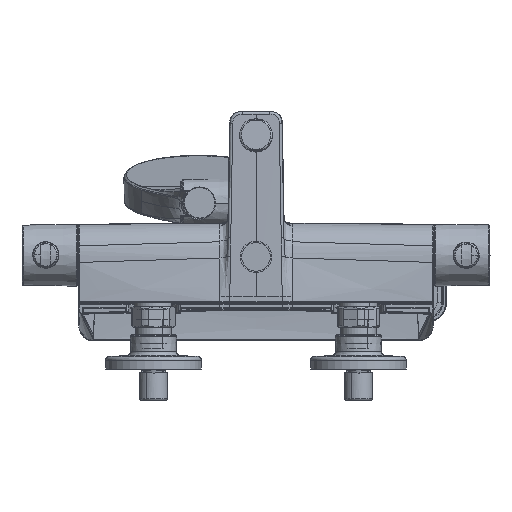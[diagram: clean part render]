
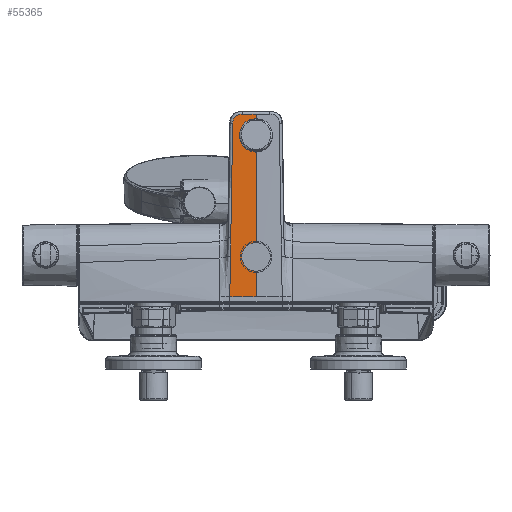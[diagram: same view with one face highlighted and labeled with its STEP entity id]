
A CAD part, front view. The second image highlights one B-rep face of the part: STEP entity #55365.
In plain terms, the highlighted cylindrical face has radius 8452.9 mm (diameter 16905.8 mm), a partial arc.
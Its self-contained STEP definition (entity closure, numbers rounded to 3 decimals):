
#2669 = CARTESIAN_POINT ( 'NONE',  ( -12.995, -531.967, 96.343 ) ) ;
#2960 = CARTESIAN_POINT ( 'NONE',  ( -12.858, -531.965, 96.454 ) ) ;
#3008 = VERTEX_POINT ( 'NONE', #85281 ) ;
#3396 = B_SPLINE_CURVE_WITH_KNOTS ( 'NONE', 3,
 ( #56263, #57449, #16793, #50683, #56556, #63912, #56849, #10324, #43612, #70701, #16494, #30369, #62742, #29183, #70107, #36549, #15905, #23275, #69822, #29478, #76600, #36238, #2960, #2669, #49799, #16200, #29784, #76892, #30066, #51539 ),
 .UNSPECIFIED., .F., .F.,
 ( 4, 2, 2, 2, 2, 1, 2, 2, 2, 2, 2, 2, 1, 2, 2, 4 ),
 ( 0., 0.062, 0.125, 0.156, 0.187, 0.219, 0.234, 0.25, 0.312, 0.375, 0.406, 0.437, 0.469, 0.484, 0.5, 1. ),
 .UNSPECIFIED. ) ;
#5011 = EDGE_CURVE ( 'NONE', #35654, #16979, #67955, .T. ) ;
#5797 = ORIENTED_EDGE ( 'NONE', *, *, #45397, .F. ) ;
#6321 = CARTESIAN_POINT ( 'NONE',  ( -16.616, -534.013, -1.647 ) ) ;
#6774 = CARTESIAN_POINT ( 'NONE',  ( -16.464, -533.825, 7.358 ) ) ;
#7298 = VERTEX_POINT ( 'NONE', #11286 ) ;
#7656 = EDGE_CURVE ( 'NONE', #3008, #7298, #3396, .T. ) ;
#9328 = CARTESIAN_POINT ( 'NONE',  ( -17.189, -534.723, -35.595 ) ) ;
#10324 = CARTESIAN_POINT ( 'NONE',  ( -9.978, -531.944, 97.66 ) ) ;
#11286 = CARTESIAN_POINT ( 'NONE',  ( -15.054, -532.078, 90.871 ) ) ;
#15273 = ORIENTED_EDGE ( 'NONE', *, *, #43340, .F. ) ;
#15905 = CARTESIAN_POINT ( 'NONE',  ( -11.756, -531.953, 97.144 ) ) ;
#16200 = CARTESIAN_POINT ( 'NONE',  ( -13.207, -531.971, 96.152 ) ) ;
#16494 = CARTESIAN_POINT ( 'NONE',  ( -10.467, -531.946, 97.569 ) ) ;
#16793 = CARTESIAN_POINT ( 'NONE',  ( -8.564, -531.944, 97.764 ) ) ;
#16979 = VERTEX_POINT ( 'NONE', #54306 ) ;
#17565 = CARTESIAN_POINT ( 'NONE',  ( -16.775, -534.21, -11.057 ) ) ;
#20283 = EDGE_CURVE ( 'NONE', #35654, #3008, #36709, .T. ) ;
#20840 = AXIS2_PLACEMENT_3D ( 'NONE', #39794, #80422, #87132 ) ;
#23275 = CARTESIAN_POINT ( 'NONE',  ( -11.966, -531.954, 97.041 ) ) ;
#24648 = EDGE_LOOP ( 'NONE', ( #79688, #29482, #48950, #15273, #5797, #86576, #53227 ) ) ;
#26882 = AXIS2_PLACEMENT_3D ( 'NONE', #33332, #73683, #34484 ) ;
#29183 = CARTESIAN_POINT ( 'NONE',  ( -10.801, -531.947, 97.485 ) ) ;
#29478 = CARTESIAN_POINT ( 'NONE',  ( -12.372, -531.959, 96.801 ) ) ;
#29482 = ORIENTED_EDGE ( 'NONE', *, *, #20283, .T. ) ;
#29784 = CARTESIAN_POINT ( 'NONE',  ( -13.25, -531.972, 96.111 ) ) ;
#30066 = CARTESIAN_POINT ( 'NONE',  ( -15.116, -532.03, 93.128 ) ) ;
#30369 = CARTESIAN_POINT ( 'NONE',  ( -10.634, -531.946, 97.529 ) ) ;
#30559 = CARTESIAN_POINT ( 'NONE',  ( -17.107, -534.625, -30.687 ) ) ;
#30855 = CARTESIAN_POINT ( 'NONE',  ( 2.179, -531.951, 97.75 ) ) ;
#33284 = FACE_OUTER_BOUND ( 'NONE', #24648, .T. ) ;
#33332 = CARTESIAN_POINT ( 'NONE',  ( 2.179, 7919.164, -75.815 ) ) ;
#34484 = DIRECTION ( 'NONE',  ( 0., -1., 0.021 ) ) ;
#35654 = VERTEX_POINT ( 'NONE', #30855 ) ;
#36238 = CARTESIAN_POINT ( 'NONE',  ( -12.67, -531.962, 96.598 ) ) ;
#36451 = CARTESIAN_POINT ( 'NONE',  ( -17.148, -534.666, -33.141 ) ) ;
#36549 = CARTESIAN_POINT ( 'NONE',  ( -11.319, -531.949, 97.325 ) ) ;
#36709 = B_SPLINE_CURVE_WITH_KNOTS ( 'NONE', 3,
 ( #53896, #46795, #60644, #53605 ),
 .UNSPECIFIED., .F., .F.,
 ( 4, 4 ),
 ( 0.491, 1. ),
 .UNSPECIFIED. ) ;
#37024 = CIRCLE ( 'NONE', #20840, 8452.897 ) ;
#37049 = VERTEX_POINT ( 'NONE', #72697 ) ;
#38202 = CARTESIAN_POINT ( 'NONE',  ( -16.982, -534.466, -23.326 ) ) ;
#39794 = CARTESIAN_POINT ( 'NONE',  ( 2.179, 7916.298, -212.618 ) ) ;
#40231 = CARTESIAN_POINT ( 'NONE',  ( 2.179, -531.879, 101.209 ) ) ;
#40958 = CARTESIAN_POINT ( 'NONE',  ( -15.524, -532.661, 63.033 ) ) ;
#41671 = EDGE_CURVE ( 'NONE', #37049, #16979, #37024, .T. ) ;
#43340 = EDGE_CURVE ( 'NONE', #76975, #7298, #68346, .T. ) ;
#43456 = VERTEX_POINT ( 'NONE', #69787 ) ;
#43612 = CARTESIAN_POINT ( 'NONE',  ( -10.086, -531.945, 97.643 ) ) ;
#45397 = EDGE_CURVE ( 'NONE', #43456, #76975, #58607, .T. ) ;
#46795 = CARTESIAN_POINT ( 'NONE',  ( -1.232, -531.951, 97.75 ) ) ;
#48950 = ORIENTED_EDGE ( 'NONE', *, *, #7656, .T. ) ;
#49799 = CARTESIAN_POINT ( 'NONE',  ( -13.123, -531.969, 96.229 ) ) ;
#50011 = EDGE_CURVE ( 'NONE', #37049, #43456, #79915, .T. ) ;
#50121 = CYLINDRICAL_SURFACE ( 'NONE', #26882, 8452.897 ) ;
#50683 = CARTESIAN_POINT ( 'NONE',  ( -9.056, -531.944, 97.753 ) ) ;
#51539 = CARTESIAN_POINT ( 'NONE',  ( -15.054, -532.078, 90.871 ) ) ;
#53227 = ORIENTED_EDGE ( 'NONE', *, *, #41671, .T. ) ;
#53605 = CARTESIAN_POINT ( 'NONE',  ( -8.055, -531.945, 97.75 ) ) ;
#53896 = CARTESIAN_POINT ( 'NONE',  ( 2.179, -531.951, 97.75 ) ) ;
#53929 = CARTESIAN_POINT ( 'NONE',  ( -15.994, -533.243, 35.196 ) ) ;
#54306 = CARTESIAN_POINT ( 'NONE',  ( 2.179, -534.744, -35.594 ) ) ;
#55365 = ADVANCED_FACE ( 'NONE', ( #33284 ), #50121, .T. ) ;
#56263 = CARTESIAN_POINT ( 'NONE',  ( -8.055, -531.945, 97.75 ) ) ;
#56556 = CARTESIAN_POINT ( 'NONE',  ( -9.297, -531.944, 97.738 ) ) ;
#56849 = CARTESIAN_POINT ( 'NONE',  ( -9.756, -531.944, 97.691 ) ) ;
#57431 = VECTOR ( 'NONE', #86991, 1000. ) ;
#57449 = CARTESIAN_POINT ( 'NONE',  ( -8.312, -531.945, 97.762 ) ) ;
#58607 = B_SPLINE_CURVE_WITH_KNOTS ( 'NONE', 3,
 ( #86409, #79692, #6321, #80268, #66431, #73489 ),
 .UNSPECIFIED., .F., .F.,
 ( 4, 2, 4 ),
 ( 0., 0.5, 1. ),
 .UNSPECIFIED. ) ;
#60644 = CARTESIAN_POINT ( 'NONE',  ( -4.643, -531.949, 97.75 ) ) ;
#60683 = CARTESIAN_POINT ( 'NONE',  ( -15.054, -532.078, 90.871 ) ) ;
#62742 = CARTESIAN_POINT ( 'NONE',  ( -10.746, -531.947, 97.5 ) ) ;
#63912 = CARTESIAN_POINT ( 'NONE',  ( -9.643, -531.944, 97.704 ) ) ;
#64978 = CARTESIAN_POINT ( 'NONE',  ( -16.858, -534.313, -15.964 ) ) ;
#66138 = CARTESIAN_POINT ( 'NONE',  ( -16.464, -533.825, 7.358 ) ) ;
#66431 = CARTESIAN_POINT ( 'NONE',  ( -16.503, -533.868, 5.107 ) ) ;
#67955 = LINE ( 'NONE', #40231, #57431 ) ;
#68346 = B_SPLINE_CURVE_WITH_KNOTS ( 'NONE', 3,
 ( #6774, #53929, #40958, #60683 ),
 .UNSPECIFIED., .F., .F.,
 ( 4, 4 ),
 ( 0., 1. ),
 .UNSPECIFIED. ) ;
#69787 = CARTESIAN_POINT ( 'NONE',  ( -16.692, -534.107, -6.149 ) ) ;
#69822 = CARTESIAN_POINT ( 'NONE',  ( -12.272, -531.958, 96.864 ) ) ;
#70107 = CARTESIAN_POINT ( 'NONE',  ( -11.093, -531.948, 97.404 ) ) ;
#70701 = CARTESIAN_POINT ( 'NONE',  ( -10.303, -531.945, 97.604 ) ) ;
#71764 = CARTESIAN_POINT ( 'NONE',  ( -16.692, -534.107, -6.149 ) ) ;
#72697 = CARTESIAN_POINT ( 'NONE',  ( -17.189, -534.723, -35.595 ) ) ;
#73489 = CARTESIAN_POINT ( 'NONE',  ( -16.464, -533.825, 7.358 ) ) ;
#73683 = DIRECTION ( 'NONE',  ( 0., -0.021, -1. ) ) ;
#76600 = CARTESIAN_POINT ( 'NONE',  ( -12.571, -531.961, 96.668 ) ) ;
#76892 = CARTESIAN_POINT ( 'NONE',  ( -14.527, -531.995, 94.862 ) ) ;
#76975 = VERTEX_POINT ( 'NONE', #66138 ) ;
#78528 = CARTESIAN_POINT ( 'NONE',  ( -17.024, -534.519, -25.779 ) ) ;
#79688 = ORIENTED_EDGE ( 'NONE', *, *, #5011, .F. ) ;
#79692 = CARTESIAN_POINT ( 'NONE',  ( -16.654, -534.06, -3.898 ) ) ;
#79915 = B_SPLINE_CURVE_WITH_KNOTS ( 'NONE', 3,
 ( #9328, #36451, #30559, #78528, #38202, #64978, #17565, #71764 ),
 .UNSPECIFIED., .F., .F.,
 ( 4, 2, 2, 4 ),
 ( 0., 0.25, 0.5, 1. ),
 .UNSPECIFIED. ) ;
#80268 = CARTESIAN_POINT ( 'NONE',  ( -16.54, -533.919, 2.856 ) ) ;
#80422 = DIRECTION ( 'NONE',  ( 0., 0.021, 1. ) ) ;
#85281 = CARTESIAN_POINT ( 'NONE',  ( -8.055, -531.945, 97.75 ) ) ;
#86409 = CARTESIAN_POINT ( 'NONE',  ( -16.692, -534.107, -6.149 ) ) ;
#86576 = ORIENTED_EDGE ( 'NONE', *, *, #50011, .F. ) ;
#86991 = DIRECTION ( 'NONE',  ( 0., -0.021, -1. ) ) ;
#87132 = DIRECTION ( 'NONE',  ( 0., -1., 0.021 ) ) ;
